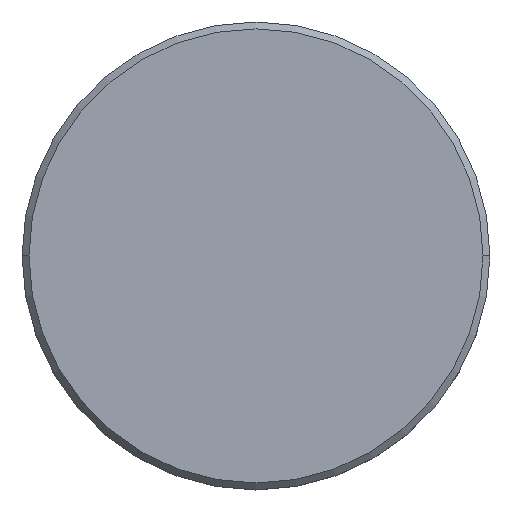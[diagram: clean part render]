
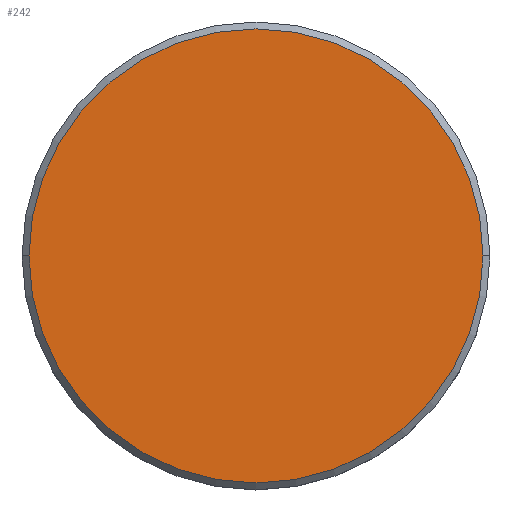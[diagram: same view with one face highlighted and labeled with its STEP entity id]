
A CAD part, top view. The second image highlights one B-rep face of the part: STEP entity #242.
In plain terms, the highlighted planar face has unit normal (0, 0, 1).
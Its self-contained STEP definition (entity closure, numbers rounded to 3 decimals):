
#5 = EDGE_CURVE ( 'NONE', #751, #237, #697, .T. ) ;
#103 = DIRECTION ( 'NONE',  ( 1., 0., 0. ) ) ;
#160 = ORIENTED_EDGE ( 'NONE', *, *, #5, .T. ) ;
#237 = VERTEX_POINT ( 'NONE', #701 ) ;
#242 = ADVANCED_FACE ( 'NONE', ( #354 ), #717, .T. ) ;
#252 = EDGE_LOOP ( 'NONE', ( #160, #1164 ) ) ;
#264 = CIRCLE ( 'NONE', #895, 16.5 ) ;
#302 = AXIS2_PLACEMENT_3D ( 'NONE', #492, #880, #1154 ) ;
#332 = EDGE_CURVE ( 'NONE', #237, #751, #264, .T. ) ;
#354 = FACE_OUTER_BOUND ( 'NONE', #252, .T. ) ;
#492 = CARTESIAN_POINT ( 'NONE',  ( 0., 0., 0. ) ) ;
#569 = DIRECTION ( 'NONE',  ( 0., 0., 1. ) ) ;
#620 = CARTESIAN_POINT ( 'NONE',  ( 0., 0., 0. ) ) ;
#697 = CIRCLE ( 'NONE', #302, 16.5 ) ;
#701 = CARTESIAN_POINT ( 'NONE',  ( 16.5, 0., 0. ) ) ;
#717 = PLANE ( 'NONE',  #834 ) ;
#735 = CARTESIAN_POINT ( 'NONE',  ( 0., 0., 0. ) ) ;
#747 = CARTESIAN_POINT ( 'NONE',  ( -16.5, 0., 0. ) ) ;
#751 = VERTEX_POINT ( 'NONE', #747 ) ;
#834 = AXIS2_PLACEMENT_3D ( 'NONE', #620, #1021, #103 ) ;
#880 = DIRECTION ( 'NONE',  ( 0., 0., 1. ) ) ;
#895 = AXIS2_PLACEMENT_3D ( 'NONE', #735, #569, #1102 ) ;
#1021 = DIRECTION ( 'NONE',  ( 0., 0., 1. ) ) ;
#1102 = DIRECTION ( 'NONE',  ( 1., 0., 0. ) ) ;
#1154 = DIRECTION ( 'NONE',  ( 1., 0., 0. ) ) ;
#1164 = ORIENTED_EDGE ( 'NONE', *, *, #332, .T. ) ;
